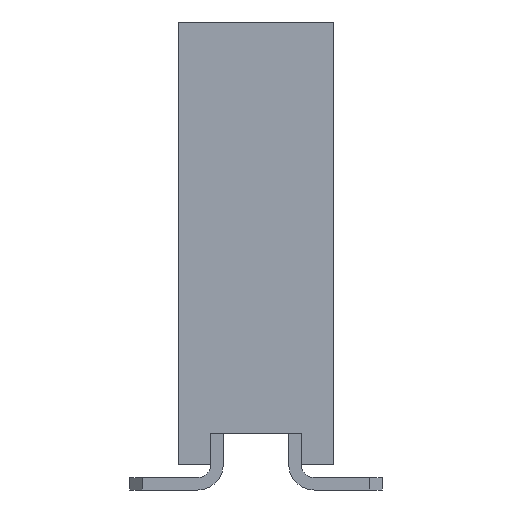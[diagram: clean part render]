
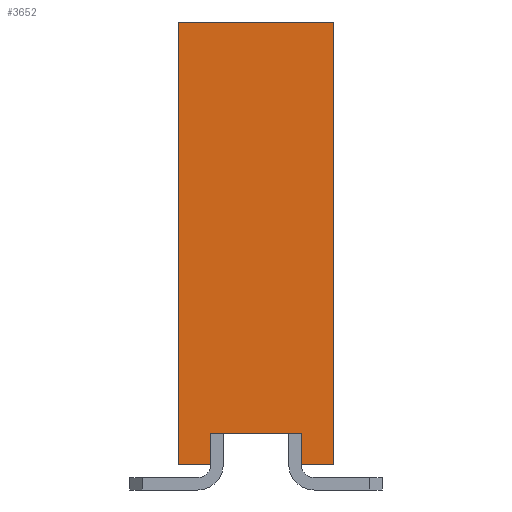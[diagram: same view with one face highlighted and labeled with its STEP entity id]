
A CAD part, left-side view. The second image highlights one B-rep face of the part: STEP entity #3652.
In plain terms, the highlighted planar face has unit normal (-1, 0, 0).
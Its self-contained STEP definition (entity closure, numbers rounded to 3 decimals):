
#318=ORIENTED_EDGE('',*,*,#1378,.F.);
#319=ORIENTED_EDGE('',*,*,#1379,.F.);
#320=ORIENTED_EDGE('',*,*,#1380,.F.);
#321=ORIENTED_EDGE('',*,*,#1231,.T.);
#322=ORIENTED_EDGE('',*,*,#1381,.T.);
#323=ORIENTED_EDGE('',*,*,#1382,.F.);
#324=ORIENTED_EDGE('',*,*,#1383,.F.);
#325=ORIENTED_EDGE('',*,*,#1376,.F.);
#1231=EDGE_CURVE('',#1762,#1761,#2097,.T.);
#1376=EDGE_CURVE('',#1906,#1907,#2242,.T.);
#1378=EDGE_CURVE('',#1908,#1906,#2244,.T.);
#1379=EDGE_CURVE('',#1909,#1908,#2245,.T.);
#1380=EDGE_CURVE('',#1762,#1909,#2246,.T.);
#1381=EDGE_CURVE('',#1761,#1910,#2247,.T.);
#1382=EDGE_CURVE('',#1911,#1910,#2248,.T.);
#1383=EDGE_CURVE('',#1907,#1911,#2249,.T.);
#1761=VERTEX_POINT('',#5134);
#1762=VERTEX_POINT('',#5136);
#1906=VERTEX_POINT('',#5445);
#1907=VERTEX_POINT('',#5447);
#1908=VERTEX_POINT('',#5451);
#1909=VERTEX_POINT('',#5453);
#1910=VERTEX_POINT('',#5456);
#1911=VERTEX_POINT('',#5458);
#2097=LINE('',#5135,#2571);
#2242=LINE('',#5446,#2716);
#2244=LINE('',#5450,#2718);
#2245=LINE('',#5452,#2719);
#2246=LINE('',#5454,#2720);
#2247=LINE('',#5455,#2721);
#2248=LINE('',#5457,#2722);
#2249=LINE('',#5459,#2723);
#2571=VECTOR('',#4133,1000.);
#2716=VECTOR('',#4320,1000.);
#2718=VECTOR('',#4324,1000.);
#2719=VECTOR('',#4325,1000.);
#2720=VECTOR('',#4326,1000.);
#2721=VECTOR('',#4327,1000.);
#2722=VECTOR('',#4328,1000.);
#2723=VECTOR('',#4329,1000.);
#3066=EDGE_LOOP('',(#318,#319,#320,#321,#322,#323,#324,#325));
#3284=FACE_BOUND('',#3066,.T.);
#3482=PLANE('',#3877);
#3652=ADVANCED_FACE('',(#3284),#3482,.F.);
#3877=AXIS2_PLACEMENT_3D('',#5449,#4322,#4323);
#4133=DIRECTION('',(0.,1.,0.));
#4320=DIRECTION('',(0.,1.,0.));
#4322=DIRECTION('',(1.,0.,0.));
#4323=DIRECTION('',(0.,0.,-1.));
#4324=DIRECTION('',(0.,0.,1.));
#4325=DIRECTION('',(0.,1.,0.));
#4326=DIRECTION('',(0.,0.,-1.));
#4327=DIRECTION('',(0.,0.,-1.));
#4328=DIRECTION('',(0.,1.,0.));
#4329=DIRECTION('',(0.,0.,-1.));
#5134=CARTESIAN_POINT('',(-12.95,1.25,3.55));
#5135=CARTESIAN_POINT('',(-12.95,-1.25,3.55));
#5136=CARTESIAN_POINT('',(-12.95,-1.25,3.55));
#5445=CARTESIAN_POINT('',(-12.95,-0.725,-3.05));
#5446=CARTESIAN_POINT('',(-12.95,-1.25,-3.05));
#5447=CARTESIAN_POINT('',(-12.95,0.725,-3.05));
#5449=CARTESIAN_POINT('',(-12.95,-1.25,3.55));
#5450=CARTESIAN_POINT('',(-12.95,-0.725,3.55));
#5451=CARTESIAN_POINT('',(-12.95,-0.725,-3.55));
#5452=CARTESIAN_POINT('',(-12.95,-1.25,-3.55));
#5453=CARTESIAN_POINT('',(-12.95,-1.25,-3.55));
#5454=CARTESIAN_POINT('',(-12.95,-1.25,3.55));
#5455=CARTESIAN_POINT('',(-12.95,1.25,3.55));
#5456=CARTESIAN_POINT('',(-12.95,1.25,-3.55));
#5457=CARTESIAN_POINT('',(-12.95,-1.25,-3.55));
#5458=CARTESIAN_POINT('',(-12.95,0.725,-3.55));
#5459=CARTESIAN_POINT('',(-12.95,0.725,3.55));
